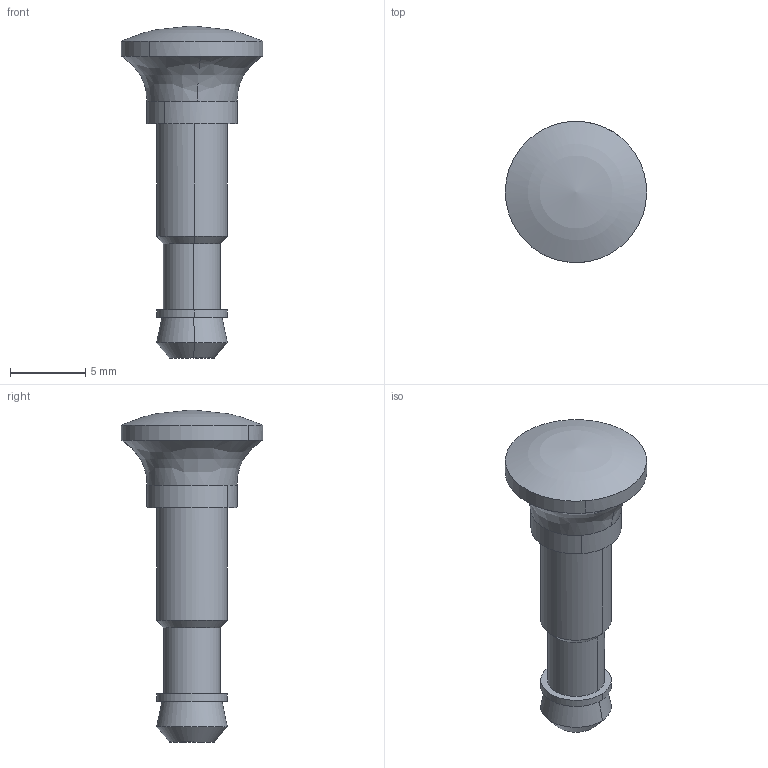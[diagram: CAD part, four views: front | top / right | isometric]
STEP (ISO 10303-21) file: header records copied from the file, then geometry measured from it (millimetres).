
FILE_DESCRIPTION((''),'2;1');
FILE_NAME('','2005-07-15T13:16:12',(''),(''),'','CADfix','');
FILE_SCHEMA(('AUTOMOTIVE_DESIGN'));
Length unit declared in the file: millimetre
Products named in the file (1): plunger
Bounding box: 9.4 x 9.39 x 22.1 mm (x, y, z)
Volume: 497.9 mm3; surface area: 459.9 mm2
Topology: 1 solids, 1 shells, 23 faces, 78 edges, 60 vertices
Faces by surface type: bspline 23
Entity records: 1016 total; most frequent: CARTESIAN_POINT 605, ORIENTED_EDGE 156, EDGE_CURVE 78, VERTEX_POINT 60, EDGE_LOOP 26, FACE_OUTER_BOUND 23, ADVANCED_FACE 23, QUASI_UNIFORM_CURVE 16
